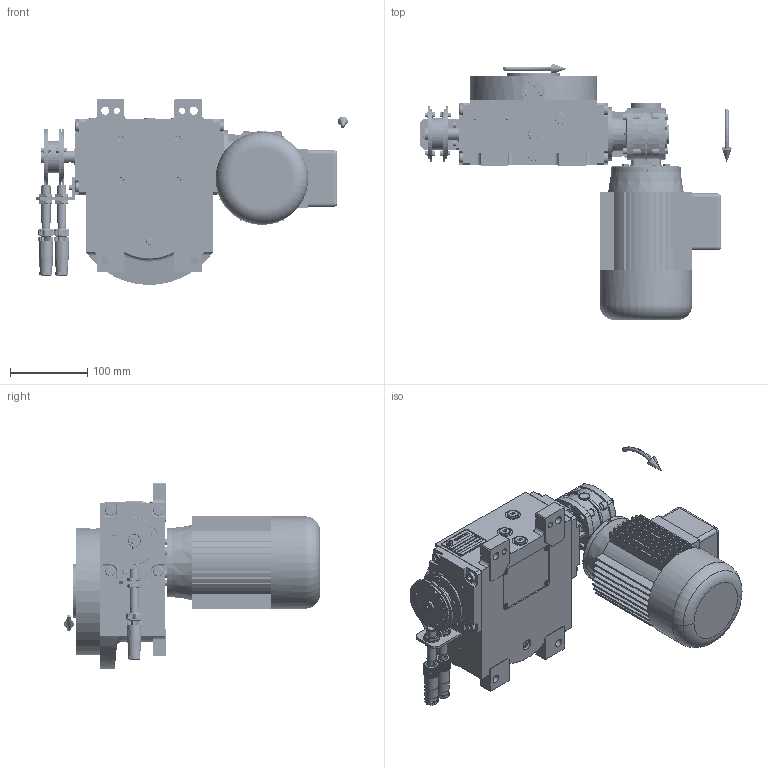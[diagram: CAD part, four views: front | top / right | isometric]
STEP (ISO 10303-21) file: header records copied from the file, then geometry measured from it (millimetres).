
FILE_DESCRIPTION (( 'STEP AP203' ), '1' );
FILE_NAME ('PC5202003.step', '2026-04-03T07:31:32', ( '' ), ( '' ), 'SwSTEP 2.0', 'SolidWorks 2020', '' );
FILE_SCHEMA (( 'CONFIG_CONTROL_DESIGN' ));
Length unit declared in the file: millimetre
Products named in the file (73): cfn2104_01_016; cfn2155_01_055; AS_rig04_004; freccia_angolare; cfn2077_01_018; TN63A4B14; freccia_angolare_albero; cfn2115_02_213; cfn2000_01_184; rig04_007_master; 900_38_10_028; cfn2070_05_001; AS_rig04_015; cfn2000_01_129; cfn2073_01_011; cfn2155_01_007; cfn2055_01_002; rig04_004; cfn2128_05_006; cfn2276_01_065; olio_agip_blasia_150; AS_rig04_071_10_m; cfn2128_04_011; cfn2203_02_001; 900_00_00_005; cfn2223_01-390x6-b; cfn2107_01_001; cfn2151_01_087; cfn2400_04_024; rig04_003_10; PC5202003; cfn2476_01_001_48x38; AS_900_38_30_003; AS_cfn2400_04_024; 900_38_30_003; rig04_002_bl_009; cfn2115_02_194; cfn2010_01_006; cfn2003_01_063; cfn2010_02_002 ...
Assembly tree (75 placements, depth 3):
  cfn2077_01_018
  cfn2115_02_213
  rig04_007_master
  cfn2276_01_065
  olio_agip_blasia_150
Bounding box: 404.5 x 333 x 240.95 mm (x, y, z)
Volume: 3686133 mm3; surface area: 676268.5 mm2
Topology: 78 solids, 78 shells, 5497 faces, 13856 edges, 8770 vertices
Faces by surface type: plane 2711, cylinder 1766, cone 880, torus 121, sphere 10, bspline 9
Entity records: 141519 total; most frequent: CARTESIAN_POINT 32193, DIRECTION 21363, ORIENTED_EDGE 21004, EDGE_CURVE 10502, AXIS2_PLACEMENT_3D 7694, VERTEX_POINT 6717, VECTOR 5975, LINE 5975
